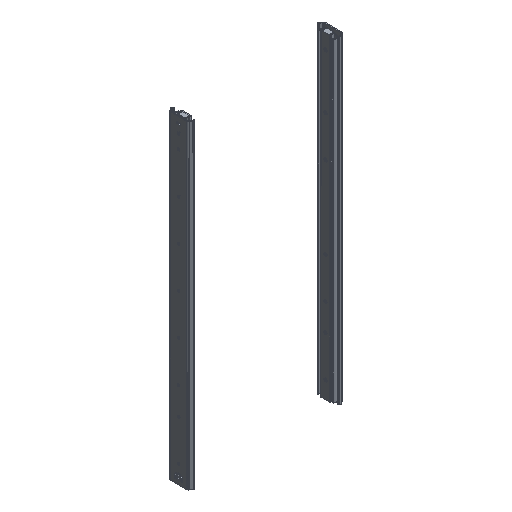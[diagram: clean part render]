
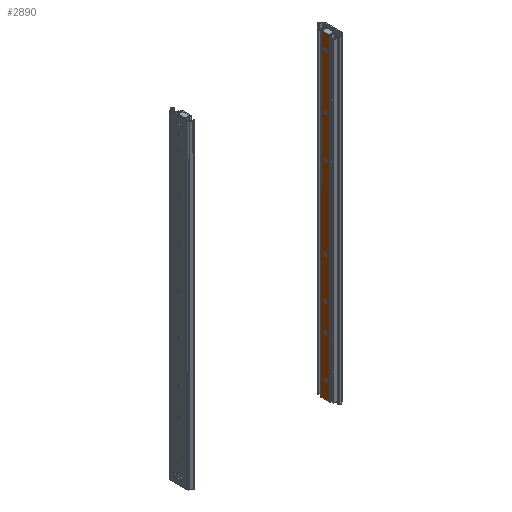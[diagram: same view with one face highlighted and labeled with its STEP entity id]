
A CAD part, isometric view. The second image highlights one B-rep face of the part: STEP entity #2890.
In plain terms, the highlighted face is planar.
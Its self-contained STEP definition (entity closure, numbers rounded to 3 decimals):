
#151=FACE_BOUND('',#524,.T.);
#152=FACE_BOUND('',#525,.T.);
#153=FACE_BOUND('',#526,.T.);
#154=FACE_BOUND('',#527,.T.);
#155=FACE_BOUND('',#528,.T.);
#156=FACE_BOUND('',#529,.T.);
#157=FACE_BOUND('',#530,.T.);
#220=PLANE('',#3272);
#351=FACE_OUTER_BOUND('',#523,.T.);
#523=EDGE_LOOP('',(#2535,#2536,#2537,#2538));
#524=EDGE_LOOP('',(#2539));
#525=EDGE_LOOP('',(#2540));
#526=EDGE_LOOP('',(#2541));
#527=EDGE_LOOP('',(#2542));
#528=EDGE_LOOP('',(#2543));
#529=EDGE_LOOP('',(#2544));
#530=EDGE_LOOP('',(#2545));
#774=LINE('',#4950,#1021);
#776=LINE('',#4976,#1023);
#777=LINE('',#4978,#1024);
#778=LINE('',#4979,#1025);
#1021=VECTOR('',#4038,10.);
#1023=VECTOR('',#4050,10.);
#1024=VECTOR('',#4051,10.);
#1025=VECTOR('',#4052,10.);
#1140=CIRCLE('',#3228,2.9);
#1142=CIRCLE('',#3232,2.9);
#1144=CIRCLE('',#3236,2.9);
#1146=CIRCLE('',#3240,2.9);
#1148=CIRCLE('',#3244,2.9);
#1150=CIRCLE('',#3248,2.9);
#1152=CIRCLE('',#3252,2.9);
#1387=VERTEX_POINT('',#4845);
#1389=VERTEX_POINT('',#4853);
#1391=VERTEX_POINT('',#4861);
#1393=VERTEX_POINT('',#4869);
#1395=VERTEX_POINT('',#4877);
#1397=VERTEX_POINT('',#4885);
#1399=VERTEX_POINT('',#4893);
#1413=VERTEX_POINT('',#4947);
#1414=VERTEX_POINT('',#4949);
#1420=VERTEX_POINT('',#4975);
#1421=VERTEX_POINT('',#4977);
#1746=EDGE_CURVE('',#1387,#1387,#1140,.T.);
#1750=EDGE_CURVE('',#1389,#1389,#1142,.T.);
#1754=EDGE_CURVE('',#1391,#1391,#1144,.T.);
#1758=EDGE_CURVE('',#1393,#1393,#1146,.T.);
#1762=EDGE_CURVE('',#1395,#1395,#1148,.T.);
#1766=EDGE_CURVE('',#1397,#1397,#1150,.T.);
#1770=EDGE_CURVE('',#1399,#1399,#1152,.T.);
#1792=EDGE_CURVE('',#1413,#1414,#774,.T.);
#1799=EDGE_CURVE('',#1413,#1420,#776,.T.);
#1800=EDGE_CURVE('',#1421,#1420,#777,.T.);
#1801=EDGE_CURVE('',#1421,#1414,#778,.T.);
#2535=ORIENTED_EDGE('',*,*,#1792,.F.);
#2536=ORIENTED_EDGE('',*,*,#1799,.T.);
#2537=ORIENTED_EDGE('',*,*,#1800,.F.);
#2538=ORIENTED_EDGE('',*,*,#1801,.T.);
#2539=ORIENTED_EDGE('',*,*,#1766,.T.);
#2540=ORIENTED_EDGE('',*,*,#1770,.T.);
#2541=ORIENTED_EDGE('',*,*,#1762,.T.);
#2542=ORIENTED_EDGE('',*,*,#1758,.T.);
#2543=ORIENTED_EDGE('',*,*,#1754,.T.);
#2544=ORIENTED_EDGE('',*,*,#1746,.T.);
#2545=ORIENTED_EDGE('',*,*,#1750,.T.);
#2890=ADVANCED_FACE('',(#351,#151,#152,#153,#154,#155,#156,#157),#220,.T.);
#3228=AXIS2_PLACEMENT_3D('',#4846,#3934,#3935);
#3232=AXIS2_PLACEMENT_3D('',#4854,#3944,#3945);
#3236=AXIS2_PLACEMENT_3D('',#4862,#3954,#3955);
#3240=AXIS2_PLACEMENT_3D('',#4870,#3964,#3965);
#3244=AXIS2_PLACEMENT_3D('',#4878,#3974,#3975);
#3248=AXIS2_PLACEMENT_3D('',#4886,#3984,#3985);
#3252=AXIS2_PLACEMENT_3D('',#4894,#3994,#3995);
#3272=AXIS2_PLACEMENT_3D('',#4974,#4048,#4049);
#3934=DIRECTION('center_axis',(-1.,0.,0.));
#3935=DIRECTION('ref_axis',(0.,0.,1.));
#3944=DIRECTION('center_axis',(-1.,0.,0.));
#3945=DIRECTION('ref_axis',(0.,0.,1.));
#3954=DIRECTION('center_axis',(-1.,0.,0.));
#3955=DIRECTION('ref_axis',(0.,0.,1.));
#3964=DIRECTION('center_axis',(-1.,0.,0.));
#3965=DIRECTION('ref_axis',(0.,0.,1.));
#3974=DIRECTION('center_axis',(-1.,0.,0.));
#3975=DIRECTION('ref_axis',(0.,0.,1.));
#3984=DIRECTION('center_axis',(-1.,0.,0.));
#3985=DIRECTION('ref_axis',(0.,0.,1.));
#3994=DIRECTION('center_axis',(-1.,0.,0.));
#3995=DIRECTION('ref_axis',(0.,0.,1.));
#4038=DIRECTION('',(0.,1.,0.));
#4048=DIRECTION('center_axis',(1.,0.,0.));
#4049=DIRECTION('ref_axis',(0.,-1.,0.));
#4050=DIRECTION('',(0.,0.,-1.));
#4051=DIRECTION('',(0.,-1.,0.));
#4052=DIRECTION('',(0.,0.,1.));
#4845=CARTESIAN_POINT('',(8.,0.,-37.9));
#4846=CARTESIAN_POINT('Origin',(8.,0.,-35.));
#4853=CARTESIAN_POINT('',(8.,0.,-165.9));
#4854=CARTESIAN_POINT('Origin',(8.,0.,-163.));
#4861=CARTESIAN_POINT('',(8.,0.,-261.9));
#4862=CARTESIAN_POINT('Origin',(8.,0.,-259.));
#4869=CARTESIAN_POINT('',(8.,0.,-453.9));
#4870=CARTESIAN_POINT('Origin',(8.,0.,-451.));
#4877=CARTESIAN_POINT('',(8.,0.,-549.9));
#4878=CARTESIAN_POINT('Origin',(8.,0.,-547.));
#4885=CARTESIAN_POINT('',(8.,0.,-613.9));
#4886=CARTESIAN_POINT('Origin',(8.,0.,-611.));
#4893=CARTESIAN_POINT('',(8.,0.,-709.9));
#4894=CARTESIAN_POINT('Origin',(8.,0.,-707.));
#4947=CARTESIAN_POINT('',(8.,-9.7,0.));
#4949=CARTESIAN_POINT('',(8.,9.7,0.));
#4950=CARTESIAN_POINT('',(8.,-11.283,0.));
#4974=CARTESIAN_POINT('Origin',(8.,11.283,0.));
#4975=CARTESIAN_POINT('',(8.,-9.7,-747.));
#4976=CARTESIAN_POINT('',(8.,-9.7,0.));
#4977=CARTESIAN_POINT('',(8.,9.7,-747.));
#4978=CARTESIAN_POINT('',(8.,-11.283,-747.));
#4979=CARTESIAN_POINT('',(8.,9.7,0.));
